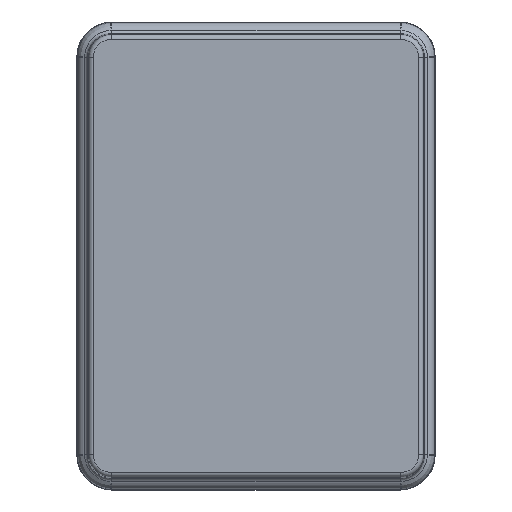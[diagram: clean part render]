
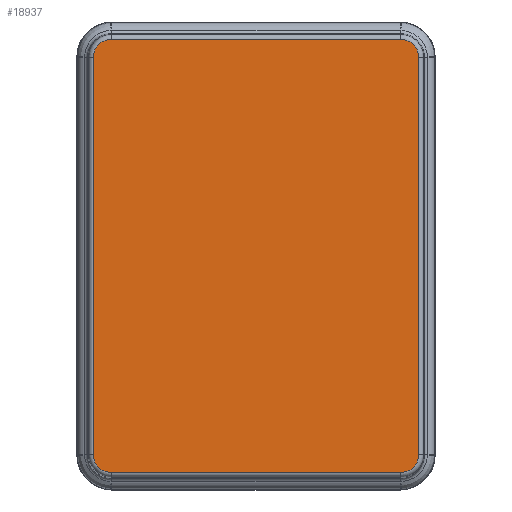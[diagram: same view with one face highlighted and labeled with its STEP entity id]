
A CAD part, top view. The second image highlights one B-rep face of the part: STEP entity #18937.
In plain terms, the highlighted planar face has unit normal (0, 0, 1).
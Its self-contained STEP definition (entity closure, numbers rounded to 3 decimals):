
#15759=CARTESIAN_POINT('',(62.1,85.15,25.));
#15760=DIRECTION('',(0.,0.,-1.));
#15761=DIRECTION('',(0.,1.,0.));
#15762=AXIS2_PLACEMENT_3D('',#15759,#15760,#15761);
#15764=DIRECTION('',(0.,-1.,0.));
#15765=VECTOR('',#15764,170.3);
#15766=CARTESIAN_POINT('',(69.758,85.15,25.));
#15767=LINE('',#15766,#15765);
#15768=DIRECTION('',(-1.,0.,0.));
#15769=VECTOR('',#15768,124.2);
#15770=CARTESIAN_POINT('',(62.1,-92.808,25.));
#15771=LINE('',#15770,#15769);
#15772=DIRECTION('',(0.,1.,0.));
#15773=VECTOR('',#15772,170.3);
#15774=CARTESIAN_POINT('',(-69.758,-85.15,25.));
#15775=LINE('',#15774,#15773);
#15776=CARTESIAN_POINT('',(-62.1,85.15,25.));
#15777=DIRECTION('',(0.,0.,-1.));
#15778=DIRECTION('',(-1.,0.,0.));
#15779=AXIS2_PLACEMENT_3D('',#15776,#15777,#15778);
#15781=DIRECTION('',(-1.,0.,0.));
#15782=VECTOR('',#15781,124.2);
#15783=CARTESIAN_POINT('',(62.1,92.808,25.));
#15784=LINE('',#15783,#15782);
#15813=CARTESIAN_POINT('',(-62.1,-85.15,25.));
#15814=DIRECTION('',(0.,0.,1.));
#15815=DIRECTION('',(-1.,0.,0.));
#15816=AXIS2_PLACEMENT_3D('',#15813,#15814,#15815);
#15837=CARTESIAN_POINT('',(62.1,-85.15,25.));
#15838=DIRECTION('',(0.,0.,1.));
#15839=DIRECTION('',(0.,-1.,0.));
#15840=AXIS2_PLACEMENT_3D('',#15837,#15838,#15839);
#17710=CARTESIAN_POINT('',(-69.758,85.15,25.));
#17711=CARTESIAN_POINT('',(-62.1,92.808,25.));
#17712=VERTEX_POINT('',#17710);
#17713=VERTEX_POINT('',#17711);
#17716=CARTESIAN_POINT('',(-69.758,-85.15,25.));
#17717=CARTESIAN_POINT('',(-62.1,-92.808,25.));
#17718=VERTEX_POINT('',#17716);
#17719=VERTEX_POINT('',#17717);
#17730=CARTESIAN_POINT('',(62.1,-92.808,25.));
#17731=CARTESIAN_POINT('',(69.758,-85.15,25.));
#17732=VERTEX_POINT('',#17730);
#17733=VERTEX_POINT('',#17731);
#17746=CARTESIAN_POINT('',(62.1,92.808,25.));
#17747=CARTESIAN_POINT('',(69.758,85.15,25.));
#17748=VERTEX_POINT('',#17746);
#17749=VERTEX_POINT('',#17747);
#18916=CARTESIAN_POINT('',(0.,0.,25.));
#18917=DIRECTION('',(0.,0.,1.));
#18918=DIRECTION('',(1.,0.,0.));
#18919=AXIS2_PLACEMENT_3D('',#18916,#18917,#18918);
#18920=PLANE('',#18919);
#18922=ORIENTED_EDGE('',*,*,#18921,.F.);
#18923=ORIENTED_EDGE('',*,*,#18894,.T.);
#18924=ORIENTED_EDGE('',*,*,#18907,.T.);
#18926=ORIENTED_EDGE('',*,*,#18925,.F.);
#18928=ORIENTED_EDGE('',*,*,#18927,.T.);
#18930=ORIENTED_EDGE('',*,*,#18929,.F.);
#18932=ORIENTED_EDGE('',*,*,#18931,.T.);
#18934=ORIENTED_EDGE('',*,*,#18933,.T.);
#18935=EDGE_LOOP('',(#18922,#18923,#18924,#18926,#18928,#18930,#18932,#18934));
#18936=FACE_OUTER_BOUND('',#18935,.F.);
#18937=ADVANCED_FACE('',(#18936),#18920,.T.);
#15763=CIRCLE('',#15762,7.658);
#15780=CIRCLE('',#15779,7.658);
#15817=CIRCLE('',#15816,7.658);
#15841=CIRCLE('',#15840,7.658);
#18894=EDGE_CURVE('',#17748,#17749,#15763,.T.);
#18907=EDGE_CURVE('',#17749,#17733,#15767,.T.);
#18921=EDGE_CURVE('',#17748,#17713,#15784,.T.);
#18925=EDGE_CURVE('',#17732,#17733,#15841,.T.);
#18927=EDGE_CURVE('',#17732,#17719,#15771,.T.);
#18929=EDGE_CURVE('',#17718,#17719,#15817,.T.);
#18931=EDGE_CURVE('',#17718,#17712,#15775,.T.);
#18933=EDGE_CURVE('',#17712,#17713,#15780,.T.);
